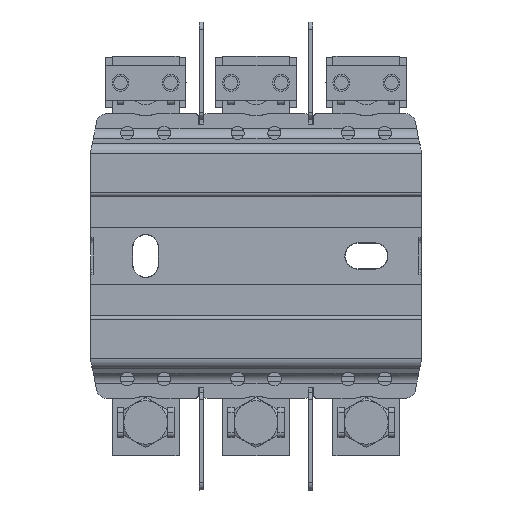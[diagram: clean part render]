
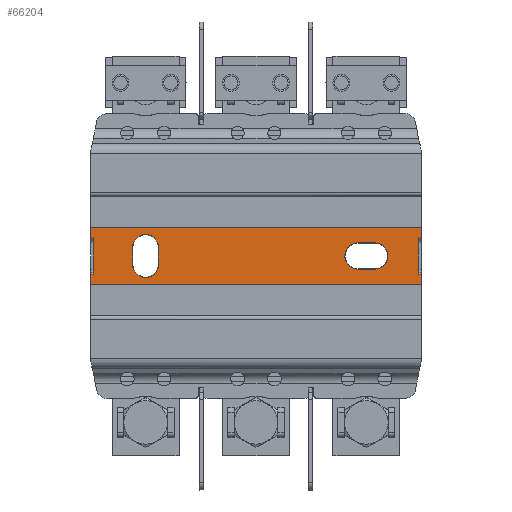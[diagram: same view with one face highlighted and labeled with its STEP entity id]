
A CAD part, front view. The second image highlights one B-rep face of the part: STEP entity #66204.
In plain terms, the highlighted face is planar.
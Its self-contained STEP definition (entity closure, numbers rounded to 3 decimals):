
#25599=DIRECTION('',(0.,0.,1.));
#25600=VECTOR('',#25599,3.04);
#25601=CARTESIAN_POINT('',(1.9,-49.497,-8.536));
#25602=LINE('',#25601,#25600);
#25626=CARTESIAN_POINT('',(1.9,-49.497,5.496));
#25631=DIRECTION('',(0.,0.,1.));
#25632=VECTOR('',#25631,3.031);
#25633=CARTESIAN_POINT('',(1.9,-49.497,5.496));
#25634=LINE('',#25633,#25632);
#33737=CARTESIAN_POINT('',(1.9,49.497,-5.496));
#33852=DIRECTION('',(0.,1.,0.));
#33853=VECTOR('',#33852,98.993);
#33854=CARTESIAN_POINT('',(1.9,-49.497,8.527));
#33855=LINE('',#33854,#33853);
#33873=DIRECTION('',(0.,1.,0.));
#33874=VECTOR('',#33873,98.993);
#33875=CARTESIAN_POINT('',(1.9,-49.497,-8.536));
#33876=LINE('',#33875,#33874);
#33880=DIRECTION('',(0.,0.,1.));
#33881=VECTOR('',#33880,3.04);
#33882=CARTESIAN_POINT('',(1.9,49.497,-8.536));
#33883=LINE('',#33882,#33881);
#33887=DIRECTION('',(0.,0.,1.));
#33888=VECTOR('',#33887,3.031);
#33889=CARTESIAN_POINT('',(1.9,49.497,5.496));
#33890=LINE('',#33889,#33888);
#33894=CARTESIAN_POINT('',(1.9,33.,2.5));
#33895=DIRECTION('',(-1.,0.,0.));
#33896=DIRECTION('',(0.,-1.,0.));
#33897=AXIS2_PLACEMENT_3D('',#33894,#33895,#33896);
#33902=CARTESIAN_POINT('',(1.9,33.,-2.5));
#33903=DIRECTION('',(-1.,0.,0.));
#33904=DIRECTION('',(0.,1.,0.));
#33905=AXIS2_PLACEMENT_3D('',#33902,#33903,#33904);
#33910=CARTESIAN_POINT('',(1.9,-35.5,0.));
#33911=DIRECTION('',(-1.,0.,0.));
#33912=DIRECTION('',(0.,0.,-1.));
#33913=AXIS2_PLACEMENT_3D('',#33910,#33911,#33912);
#33918=CARTESIAN_POINT('',(1.9,-30.5,0.));
#33919=DIRECTION('',(-1.,0.,0.));
#33920=DIRECTION('',(0.,0.,1.));
#33921=AXIS2_PLACEMENT_3D('',#33918,#33919,#33920);
#34095=DIRECTION('',(0.,1.,0.));
#34096=VECTOR('',#34095,0.811);
#34097=CARTESIAN_POINT('',(1.9,48.686,-5.496));
#34098=LINE('',#34097,#34096);
#34155=DIRECTION('',(0.,0.,-1.));
#34156=VECTOR('',#34155,10.991);
#34157=CARTESIAN_POINT('',(1.9,48.686,5.496));
#34158=LINE('',#34157,#34156);
#34236=DIRECTION('',(0.,-1.,0.));
#34237=VECTOR('',#34236,0.811);
#34238=CARTESIAN_POINT('',(1.9,49.497,5.496));
#34239=LINE('',#34238,#34237);
#34243=DIRECTION('',(0.,-1.,0.));
#34244=VECTOR('',#34243,0.811);
#34245=CARTESIAN_POINT('',(1.9,-48.686,5.496));
#34246=LINE('',#34245,#34244);
#34310=DIRECTION('',(0.,0.,1.));
#34311=VECTOR('',#34310,10.991);
#34312=CARTESIAN_POINT('',(1.9,-48.686,-5.496));
#34313=LINE('',#34312,#34311);
#34384=DIRECTION('',(0.,1.,0.));
#34385=VECTOR('',#34384,0.811);
#34386=CARTESIAN_POINT('',(1.9,-49.497,-5.496));
#34387=LINE('',#34386,#34385);
#34413=DIRECTION('',(0.,0.,-1.));
#34414=VECTOR('',#34413,5.);
#34415=CARTESIAN_POINT('',(1.9,29.063,2.5));
#34416=LINE('',#34415,#34414);
#34449=DIRECTION('',(0.,0.,1.));
#34450=VECTOR('',#34449,5.);
#34451=CARTESIAN_POINT('',(1.9,36.937,
-2.5));
#34452=LINE('',#34451,#34450);
#34859=DIRECTION('',(0.,1.,0.));
#34860=VECTOR('',#34859,5.);
#34861=CARTESIAN_POINT('',(1.9,-35.5,
-3.937));
#34862=LINE('',#34861,#34860);
#35283=DIRECTION('',(0.,-1.,0.));
#35284=VECTOR('',#35283,5.);
#35285=CARTESIAN_POINT('',(1.9,-30.5,
3.937));
#35286=LINE('',#35285,#35284);
#46984=CARTESIAN_POINT('',(1.9,-49.497,-8.536));
#46985=VERTEX_POINT('',#46984);
#46986=CARTESIAN_POINT('',(1.9,-49.497,-5.496));
#46987=VERTEX_POINT('',#46986);
#46997=VERTEX_POINT('',#25626);
#46998=CARTESIAN_POINT('',(1.9,-49.497,8.527));
#46999=VERTEX_POINT('',#46998);
#48176=CARTESIAN_POINT('',(1.9,49.497,8.527));
#48177=VERTEX_POINT('',#48176);
#48178=CARTESIAN_POINT('',(1.9,49.497,5.496));
#48179=VERTEX_POINT('',#48178);
#48189=VERTEX_POINT('',#33737);
#48190=CARTESIAN_POINT('',(1.9,49.497,-8.536));
#48191=VERTEX_POINT('',#48190);
#48215=CARTESIAN_POINT('',(1.9,48.686,-5.496));
#48216=VERTEX_POINT('',#48215);
#48217=CARTESIAN_POINT('',(1.9,48.686,5.496));
#48218=VERTEX_POINT('',#48217);
#48219=CARTESIAN_POINT('',(1.9,-48.686,5.496));
#48220=VERTEX_POINT('',#48219);
#48221=CARTESIAN_POINT('',(1.9,-48.686,-5.496));
#48222=VERTEX_POINT('',#48221);
#48223=CARTESIAN_POINT('',(1.9,29.063,2.5));
#48224=CARTESIAN_POINT('',(1.9,36.937,2.5));
#48225=VERTEX_POINT('',#48223);
#48226=VERTEX_POINT('',#48224);
#48227=CARTESIAN_POINT('',(1.9,36.937,
-2.5));
#48228=VERTEX_POINT('',#48227);
#48229=CARTESIAN_POINT('',(1.9,29.063,-2.5));
#48230=VERTEX_POINT('',#48229);
#48231=CARTESIAN_POINT('',(1.9,-35.5,
-3.937));
#48232=CARTESIAN_POINT('',(1.9,-30.5,
-3.937));
#48233=VERTEX_POINT('',#48231);
#48234=VERTEX_POINT('',#48232);
#48235=CARTESIAN_POINT('',(1.9,-35.5,3.937));
#48236=VERTEX_POINT('',#48235);
#48237=CARTESIAN_POINT('',(1.9,-30.5,
3.937));
#48238=VERTEX_POINT('',#48237);
#66158=CARTESIAN_POINT('',(1.9,0.,7.15));
#66159=DIRECTION('',(-1.,0.,0.));
#66160=DIRECTION('',(0.,0.,1.));
#66161=AXIS2_PLACEMENT_3D('',#66158,#66159,#66160);
#66162=PLANE('',#66161);
#66164=ORIENTED_EDGE('',*,*,#66163,.T.);
#66165=ORIENTED_EDGE('',*,*,#66056,.T.);
#66167=ORIENTED_EDGE('',*,*,#66166,.F.);
#66169=ORIENTED_EDGE('',*,*,#66168,.F.);
#66171=ORIENTED_EDGE('',*,*,#66170,.F.);
#66172=ORIENTED_EDGE('',*,*,#66040,.T.);
#66173=ORIENTED_EDGE('',*,*,#66144,.F.);
#66174=ORIENTED_EDGE('',*,*,#53337,.F.);
#66176=ORIENTED_EDGE('',*,*,#66175,.F.);
#66178=ORIENTED_EDGE('',*,*,#66177,.F.);
#66180=ORIENTED_EDGE('',*,*,#66179,.F.);
#66181=ORIENTED_EDGE('',*,*,#53321,.F.);
#66182=EDGE_LOOP('',(#66164,#66165,#66167,#66169,#66171,#66172,#66173,#66174,
#66176,#66178,#66180,#66181));
#66183=FACE_OUTER_BOUND('',#66182,.F.);
#66185=ORIENTED_EDGE('',*,*,#66184,.T.);
#66187=ORIENTED_EDGE('',*,*,#66186,.F.);
#66189=ORIENTED_EDGE('',*,*,#66188,.T.);
#66191=ORIENTED_EDGE('',*,*,#66190,.F.);
#66192=EDGE_LOOP('',(#66185,#66187,#66189,#66191));
#66193=FACE_BOUND('',#66192,.F.);
#66195=ORIENTED_EDGE('',*,*,#66194,.F.);
#66197=ORIENTED_EDGE('',*,*,#66196,.T.);
#66199=ORIENTED_EDGE('',*,*,#66198,.F.);
#66201=ORIENTED_EDGE('',*,*,#66200,.T.);
#66202=EDGE_LOOP('',(#66195,#66197,#66199,#66201));
#66203=FACE_BOUND('',#66202,.F.);
#33898=CIRCLE('',#33897,3.937);
#33906=CIRCLE('',#33905,3.937);
#33914=CIRCLE('',#33913,3.937);
#33922=CIRCLE('',#33921,3.937);
#53321=EDGE_CURVE('',#46985,#46987,#25602,.T.);
#53337=EDGE_CURVE('',#46997,#46999,#25634,.T.);
#66040=EDGE_CURVE('',#48179,#48177,#33890,.T.);
#66056=EDGE_CURVE('',#48191,#48189,#33883,.T.);
#66144=EDGE_CURVE('',#46999,#48177,#33855,.T.);
#66163=EDGE_CURVE('',#46985,#48191,#33876,.T.);
#66166=EDGE_CURVE('',#48216,#48189,#34098,.T.);
#66168=EDGE_CURVE('',#48218,#48216,#34158,.T.);
#66170=EDGE_CURVE('',#48179,#48218,#34239,.T.);
#66175=EDGE_CURVE('',#48220,#46997,#34246,.T.);
#66177=EDGE_CURVE('',#48222,#48220,#34313,.T.);
#66179=EDGE_CURVE('',#46987,#48222,#34387,.T.);
#66184=EDGE_CURVE('',#48225,#48226,#33898,.T.);
#66186=EDGE_CURVE('',#48228,#48226,#34452,.T.);
#66188=EDGE_CURVE('',#48228,#48230,#33906,.T.);
#66190=EDGE_CURVE('',#48225,#48230,#34416,.T.);
#66194=EDGE_CURVE('',#48233,#48234,#34862,.T.);
#66196=EDGE_CURVE('',#48233,#48236,#33914,.T.);
#66198=EDGE_CURVE('',#48238,#48236,#35286,.T.);
#66200=EDGE_CURVE('',#48238,#48234,#33922,.T.);
#66204=ADVANCED_FACE('',(#66183,#66193,#66203),#66162,.T.);
